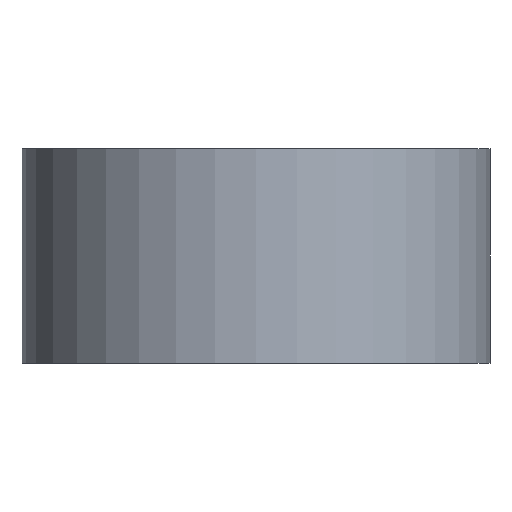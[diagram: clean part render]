
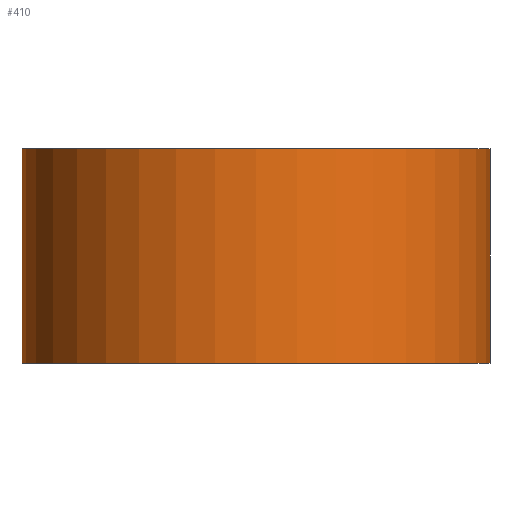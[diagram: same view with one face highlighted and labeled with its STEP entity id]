
A CAD part, front view. The second image highlights one B-rep face of the part: STEP entity #410.
In plain terms, the highlighted cylindrical face has radius 7.65 mm (diameter 15.3 mm), a partial arc.
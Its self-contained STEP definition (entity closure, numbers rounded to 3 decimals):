
#50 = LINE ( 'NONE', #684, #344 ) ;
#87 = ORIENTED_EDGE ( 'NONE', *, *, #336, .F. ) ;
#141 = CIRCLE ( 'NONE', #439, 7.65 ) ;
#210 = DIRECTION ( 'NONE',  ( 1., 0., 0. ) ) ;
#221 = DIRECTION ( 'NONE',  ( 0., 0., -1. ) ) ;
#225 = FACE_OUTER_BOUND ( 'NONE', #553, .T. ) ;
#232 = CARTESIAN_POINT ( 'NONE',  ( 0., 0., 7. ) ) ;
#235 = AXIS2_PLACEMENT_3D ( 'NONE', #1166, #583, #957 ) ;
#299 = VERTEX_POINT ( 'NONE', #665 ) ;
#310 = CARTESIAN_POINT ( 'NONE',  ( 7.65, 0., 0. ) ) ;
#336 = EDGE_CURVE ( 'NONE', #915, #894, #50, .T. ) ;
#344 = VECTOR ( 'NONE', #221, 1000. ) ;
#381 = VERTEX_POINT ( 'NONE', #404 ) ;
#404 = CARTESIAN_POINT ( 'NONE',  ( -7.65, 0., 7. ) ) ;
#410 = ADVANCED_FACE ( 'NONE', ( #225 ), #976, .T. ) ;
#421 = EDGE_CURVE ( 'NONE', #381, #915, #569, .T. ) ;
#439 = AXIS2_PLACEMENT_3D ( 'NONE', #1048, #1016, #210 ) ;
#506 = AXIS2_PLACEMENT_3D ( 'NONE', #232, #777, #1157 ) ;
#538 = CARTESIAN_POINT ( 'NONE',  ( -7.65, 0., 7. ) ) ;
#553 = EDGE_LOOP ( 'NONE', ( #87, #905, #981, #1103 ) ) ;
#569 = CIRCLE ( 'NONE', #235, 7.65 ) ;
#583 = DIRECTION ( 'NONE',  ( 0., 0., 1. ) ) ;
#665 = CARTESIAN_POINT ( 'NONE',  ( -7.65, 0., 0. ) ) ;
#684 = CARTESIAN_POINT ( 'NONE',  ( 7.65, 0., 7. ) ) ;
#717 = DIRECTION ( 'NONE',  ( 0., 0., -1. ) ) ;
#777 = DIRECTION ( 'NONE',  ( 0., 0., -1. ) ) ;
#798 = LINE ( 'NONE', #538, #945 ) ;
#850 = EDGE_CURVE ( 'NONE', #299, #894, #141, .T. ) ;
#894 = VERTEX_POINT ( 'NONE', #310 ) ;
#905 = ORIENTED_EDGE ( 'NONE', *, *, #421, .F. ) ;
#915 = VERTEX_POINT ( 'NONE', #960 ) ;
#945 = VECTOR ( 'NONE', #717, 1000. ) ;
#957 = DIRECTION ( 'NONE',  ( 1., 0., 0. ) ) ;
#960 = CARTESIAN_POINT ( 'NONE',  ( 7.65, 0., 7. ) ) ;
#976 = CYLINDRICAL_SURFACE ( 'NONE', #506, 7.65 ) ;
#981 = ORIENTED_EDGE ( 'NONE', *, *, #1137, .T. ) ;
#1016 = DIRECTION ( 'NONE',  ( 0., 0., 1. ) ) ;
#1048 = CARTESIAN_POINT ( 'NONE',  ( 0., 0., 0. ) ) ;
#1103 = ORIENTED_EDGE ( 'NONE', *, *, #850, .T. ) ;
#1137 = EDGE_CURVE ( 'NONE', #381, #299, #798, .T. ) ;
#1157 = DIRECTION ( 'NONE',  ( -1., 0., 0. ) ) ;
#1166 = CARTESIAN_POINT ( 'NONE',  ( 0., 0., 7. ) ) ;
